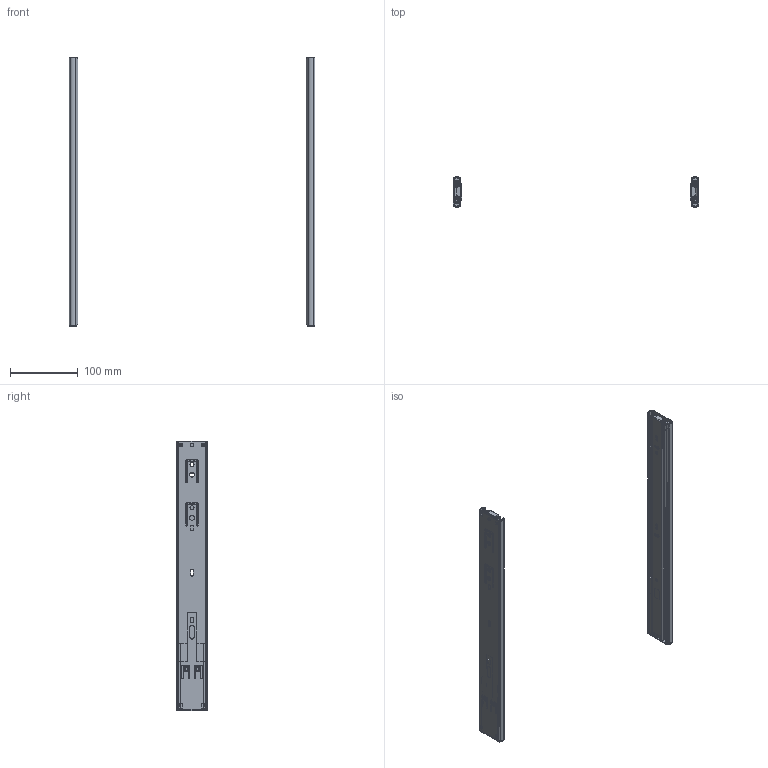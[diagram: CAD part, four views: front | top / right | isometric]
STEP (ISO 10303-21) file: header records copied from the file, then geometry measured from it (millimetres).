
FILE_DESCRIPTION(/* description */ (''),/* implementation_level */ '2;1');
FILE_NAME(/* name */ 'PK-L-H45-400-B.stp',/* time_stamp */ '2023-05-23T08:33:42+02:00',/* author */ ('tomaszw'),/* organization */ (''),/* preprocessor_version */ 'ST-DEVELOPER v19.2',/* originating_system */ 'Autodesk Inventor 2023',/* authorisation */ '');
FILE_SCHEMA (('AUTOMOTIVE_DESIGN { 1 0 10303 214 3 1 1 }'));
Length unit declared in the file: millimetre
Products named in the file (6): PK-L-H45-400_B; PK-L-H45_1-400_B; PK-L-H45_2-400_B; PK-L-H45_3-400_B; PK-L-H45_4-02; PK-L-H45_5
Assembly tree (10 placements, depth 2):
  PK-L-H45-400_B
    PK-L-H45_1-400_B  x2
    PK-L-H45_2-400_B  x2
    PK-L-H45_3-400_B  x2
    PK-L-H45_4-02  x2
    PK-L-H45_5  x2
Bounding box: 364 x 45.3 x 400 mm (x, y, z)
Volume: 191497.8 mm3; surface area: 256930.6 mm2
Topology: 20 solids, 20 shells, 840 faces, 2390 edges, 1592 vertices
Faces by surface type: plane 528, cylinder 312
Full cylindrical faces by diameter (mm): 4.5 x8, 6 x4, 7 x4, 7.2 x4
Entity records: 14642 total; most frequent: CARTESIAN_POINT 2572, ORIENTED_EDGE 2390, DIRECTION 2371, EDGE_CURVE 1195, LINE 877, VECTOR 877, VERTEX_POINT 796, AXIS2_PLACEMENT_3D 747
